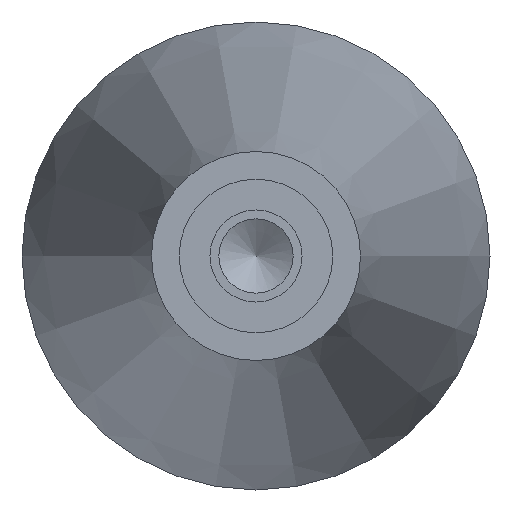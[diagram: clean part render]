
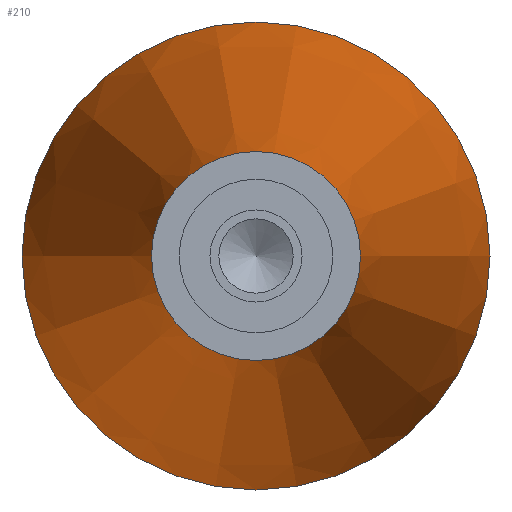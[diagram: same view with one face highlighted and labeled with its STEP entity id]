
A CAD part, front view. The second image highlights one B-rep face of the part: STEP entity #210.
In plain terms, the highlighted conical face has half-angle 10 degrees and reference radius 9.525 mm.
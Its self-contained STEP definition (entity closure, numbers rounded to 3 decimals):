
#49=FACE_OUTER_BOUND('',#65,.T.);
#65=EDGE_LOOP('',(#165,#166,#167,#168));
#87=LINE('',#381,#96);
#96=VECTOR('',#303,9.525);
#105=CIRCLE('',#256,21.339);
#106=CIRCLE('',#257,9.525);
#121=VERTEX_POINT('',#378);
#122=VERTEX_POINT('',#380);
#138=EDGE_CURVE('',#121,#121,#105,.T.);
#139=EDGE_CURVE('',#121,#122,#87,.T.);
#140=EDGE_CURVE('',#122,#122,#106,.T.);
#165=ORIENTED_EDGE('',*,*,#138,.T.);
#166=ORIENTED_EDGE('',*,*,#139,.T.);
#167=ORIENTED_EDGE('',*,*,#140,.T.);
#168=ORIENTED_EDGE('',*,*,#139,.F.);
#207=CONICAL_SURFACE('',#255,9.525,0.175);
#210=ADVANCED_FACE('',(#49),#207,.T.);
#255=AXIS2_PLACEMENT_3D('',#377,#299,#300);
#256=AXIS2_PLACEMENT_3D('',#379,#301,#302);
#257=AXIS2_PLACEMENT_3D('',#382,#304,#305);
#299=DIRECTION('center_axis',(0.,1.,0.));
#300=DIRECTION('ref_axis',(-1.,0.,0.));
#301=DIRECTION('center_axis',(0.,-1.,0.));
#302=DIRECTION('ref_axis',(-1.,0.,0.));
#303=DIRECTION('',(-0.174,-0.985,0.));
#304=DIRECTION('center_axis',(0.,1.,0.));
#305=DIRECTION('ref_axis',(-1.,0.,0.));
#377=CARTESIAN_POINT('Origin',(0.,6.,0.));
#378=CARTESIAN_POINT('',(21.339,73.,0.));
#379=CARTESIAN_POINT('Origin',(0.,73.,0.));
#380=CARTESIAN_POINT('',(9.525,6.,0.));
#381=CARTESIAN_POINT('',(9.525,6.,0.));
#382=CARTESIAN_POINT('Origin',(0.,6.,0.));
